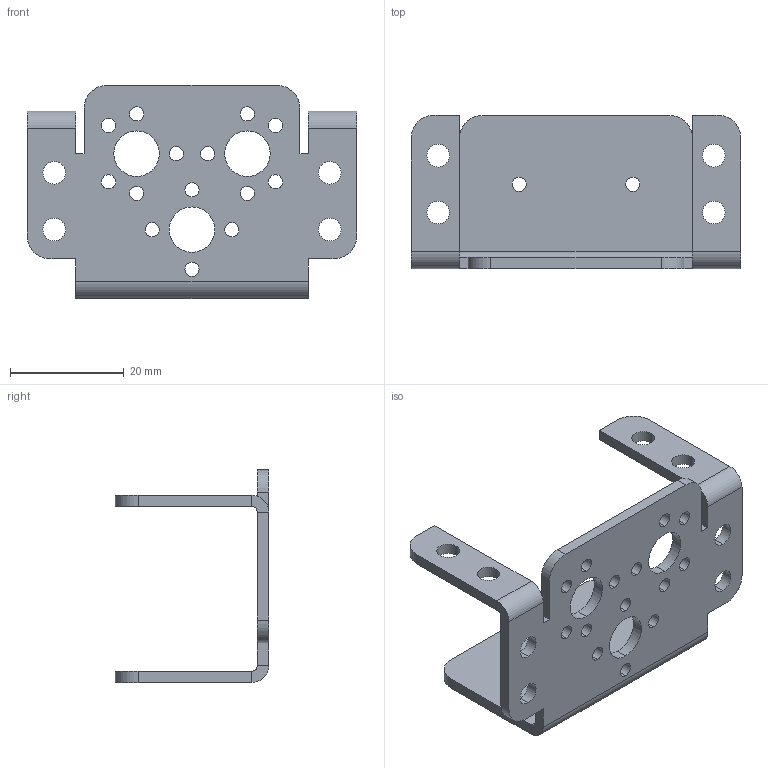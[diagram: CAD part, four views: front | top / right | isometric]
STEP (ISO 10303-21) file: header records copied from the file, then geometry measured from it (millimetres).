
FILE_DESCRIPTION (( 'STEP AP203' ), '1' );
FILE_NAME ('Multi Purpose Bracket.STEP', '2015-06-15T09:10:45', ( 'Hendricks' ), ( '' ), 'SwSTEP 2.0', 'SolidWorks 2015', '' );
FILE_SCHEMA (( 'CONFIG_CONTROL_DESIGN' ));
Length unit declared in the file: millimetre
Products named in the file (1): Multi Purpose Bracket
Bounding box: 58 x 27 x 37.5 mm (x, y, z)
Volume: 5972.8 mm3; surface area: 7280.2 mm2
Topology: 1 solids, 1 shells, 104 faces, 282 edges, 180 vertices
Faces by surface type: cylinder 68, plane 36
Entity records: 3495 total; most frequent: DIRECTION 628, CARTESIAN_POINT 567, ORIENTED_EDGE 564, EDGE_CURVE 282, AXIS2_PLACEMENT_3D 241, VERTEX_POINT 180, EDGE_LOOP 158, VECTOR 146
